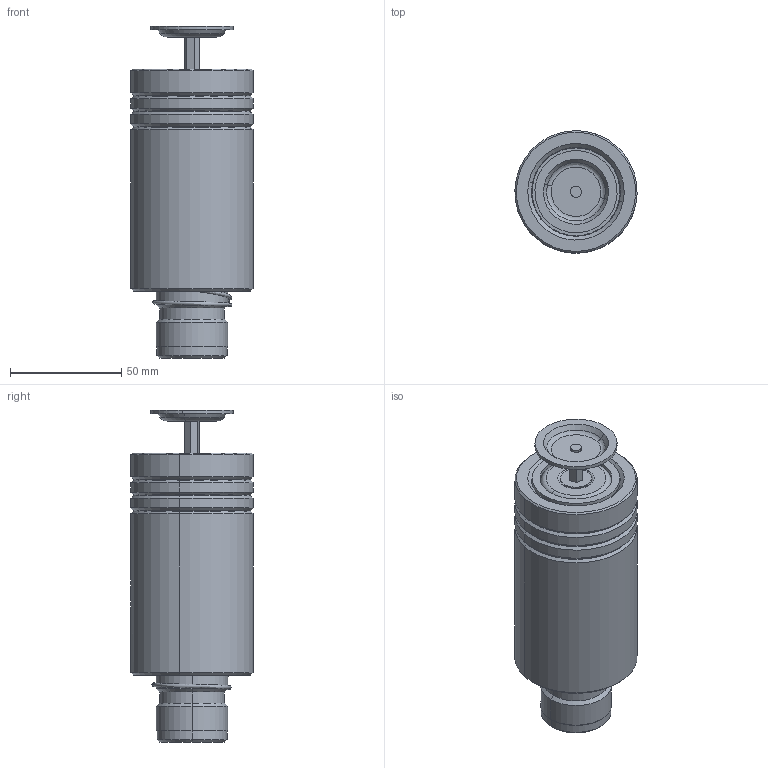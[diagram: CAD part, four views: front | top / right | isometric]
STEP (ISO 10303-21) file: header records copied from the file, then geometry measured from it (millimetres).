
FILE_DESCRIPTION (( 'STEP AP214' ), '1' );
FILE_NAME ('EMJ EMS-D32-L130 £¨BL-100£©.STEP', '2021-09-23T04:03:15', ( '' ), ( '' ), 'SwSTEP 2.0', 'SolidWorks 2016', '' );
FILE_SCHEMA (( 'AUTOMOTIVE_DESIGN' ));
Length unit declared in the file: millimetre
Products named in the file (229): BALL-D4; GTM-M12蹟簽; MGM-D32-L130; HWP-D35.7-d32.5-L50; GTM-37; BJ-D39.5-32.5-L90; EMJ EMS-D32-L130 （BL-100）; BJ BS-39.5-32.5-L90郪蚾; GTM-3-縐种; GTM-37郪蚾; TBB-D55-d40-L100
Assembly tree (222 placements, depth 3):
  BALL-D4
  BALL-D4
  BALL-D4
  BALL-D4
  BALL-D4
Bounding box: 54.97 x 54.98 x 149.36 mm (x, y, z)
Volume: 248663 mm3; surface area: 95397.1 mm2
Topology: 215 solids, 215 shells, 1001 faces, 4174 edges, 2773 vertices
Faces by surface type: sphere 832, cylinder 50, plane 41, cone 34, torus 22, bspline 22
Entity records: 47315 total; most frequent: CARTESIAN_POINT 23823, ORIENTED_EDGE 3334, DIRECTION 2898, EDGE_CURVE 1667, AXIS2_PLACEMENT_3D 1370, VERTEX_POINT 1089, EDGE_LOOP 1004, B_SPLINE_CURVE_WITH_KNOTS 916
